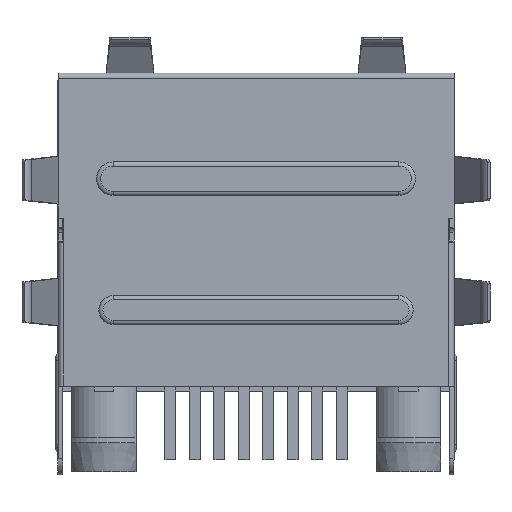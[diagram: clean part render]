
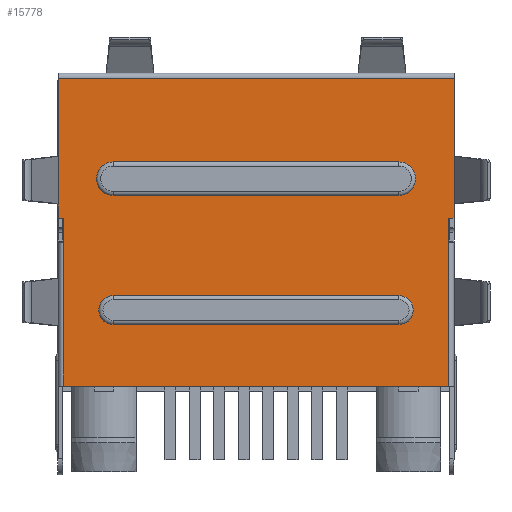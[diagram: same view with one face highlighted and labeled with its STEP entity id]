
A CAD part, front view. The second image highlights one B-rep face of the part: STEP entity #15778.
In plain terms, the highlighted face is planar.
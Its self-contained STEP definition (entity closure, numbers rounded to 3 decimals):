
#497=PLANE('',#16965);
#1613=LINE('',#23727,#3471);
#1617=LINE('',#23736,#3475);
#1664=LINE('',#23875,#3522);
#1674=LINE('',#23907,#3532);
#1960=LINE('',#24903,#3818);
#1985=LINE('',#25038,#3843);
#1986=LINE('',#25044,#3844);
#1989=LINE('',#25070,#3847);
#1990=LINE('',#25076,#3848);
#2010=LINE('',#25171,#3868);
#2025=LINE('',#25206,#3883);
#2026=LINE('',#25208,#3884);
#2027=LINE('',#25210,#3885);
#2028=LINE('',#25211,#3886);
#3471=VECTOR('',#18999,1000.);
#3475=VECTOR('',#19005,1000.);
#3522=VECTOR('',#19114,1000.);
#3532=VECTOR('',#19154,1000.);
#3818=VECTOR('',#19954,1000.);
#3843=VECTOR('',#20107,1000.);
#3844=VECTOR('',#20114,1000.);
#3847=VECTOR('',#20151,1000.);
#3848=VECTOR('',#20158,1000.);
#3868=VECTOR('',#20264,1000.);
#3883=VECTOR('',#20291,1000.);
#3884=VECTOR('',#20292,1000.);
#3885=VECTOR('',#20293,1000.);
#3886=VECTOR('',#20294,1000.);
#7276=ORIENTED_EDGE('',*,*,#10094,.F.);
#7277=ORIENTED_EDGE('',*,*,#10689,.T.);
#7278=ORIENTED_EDGE('',*,*,#10706,.T.);
#7279=ORIENTED_EDGE('',*,*,#10707,.T.);
#7280=ORIENTED_EDGE('',*,*,#10708,.T.);
#7281=ORIENTED_EDGE('',*,*,#10564,.T.);
#7282=ORIENTED_EDGE('',*,*,#10709,.F.);
#7283=ORIENTED_EDGE('',*,*,#10031,.F.);
#7284=ORIENTED_EDGE('',*,*,#10114,.F.);
#7285=ORIENTED_EDGE('',*,*,#10027,.F.);
#7286=ORIENTED_EDGE('',*,*,#10648,.T.);
#7287=ORIENTED_EDGE('',*,*,#10644,.F.);
#7288=ORIENTED_EDGE('',*,*,#10642,.T.);
#7289=ORIENTED_EDGE('',*,*,#10647,.F.);
#7290=ORIENTED_EDGE('',*,*,#10632,.T.);
#7291=ORIENTED_EDGE('',*,*,#10628,.F.);
#7292=ORIENTED_EDGE('',*,*,#10626,.T.);
#7293=ORIENTED_EDGE('',*,*,#10631,.F.);
#10027=EDGE_CURVE('',#12051,#12052,#1613,.T.);
#10031=EDGE_CURVE('',#12055,#12056,#1617,.T.);
#10094=EDGE_CURVE('',#12117,#12051,#1664,.T.);
#10114=EDGE_CURVE('',#12052,#12055,#1674,.T.);
#10564=EDGE_CURVE('',#12452,#12456,#1960,.T.);
#10626=EDGE_CURVE('',#12502,#12501,#13143,.T.);
#10628=EDGE_CURVE('',#12502,#12503,#1985,.T.);
#10631=EDGE_CURVE('',#12504,#12501,#1986,.T.);
#10632=EDGE_CURVE('',#12504,#12503,#13147,.T.);
#10642=EDGE_CURVE('',#12510,#12509,#13155,.T.);
#10644=EDGE_CURVE('',#12510,#12511,#1989,.T.);
#10647=EDGE_CURVE('',#12512,#12509,#1990,.T.);
#10648=EDGE_CURVE('',#12512,#12511,#13159,.T.);
#10689=EDGE_CURVE('',#12117,#12541,#2010,.T.);
#10706=EDGE_CURVE('',#12541,#12555,#2025,.T.);
#10707=EDGE_CURVE('',#12555,#12556,#2026,.T.);
#10708=EDGE_CURVE('',#12556,#12452,#2027,.T.);
#10709=EDGE_CURVE('',#12056,#12456,#2028,.T.);
#12051=VERTEX_POINT('',#23726);
#12052=VERTEX_POINT('',#23728);
#12055=VERTEX_POINT('',#23735);
#12056=VERTEX_POINT('',#23737);
#12117=VERTEX_POINT('',#23876);
#12452=VERTEX_POINT('',#24893);
#12456=VERTEX_POINT('',#24902);
#12501=VERTEX_POINT('',#25033);
#12502=VERTEX_POINT('',#25035);
#12503=VERTEX_POINT('',#25039);
#12504=VERTEX_POINT('',#25043);
#12509=VERTEX_POINT('',#25065);
#12510=VERTEX_POINT('',#25067);
#12511=VERTEX_POINT('',#25071);
#12512=VERTEX_POINT('',#25075);
#12541=VERTEX_POINT('',#25172);
#12555=VERTEX_POINT('',#25207);
#12556=VERTEX_POINT('',#25209);
#13143=CIRCLE('',#16891,0.6);
#13147=CIRCLE('',#16898,0.6);
#13155=CIRCLE('',#16911,0.7);
#13159=CIRCLE('',#16918,0.7);
#13860=EDGE_LOOP('',(#7276,#7277,#7278,#7279,#7280,#7281,#7282,#7283,#7284,
#7285));
#13861=EDGE_LOOP('',(#7286,#7287,#7288,#7289));
#13862=EDGE_LOOP('',(#7290,#7291,#7292,#7293));
#14718=FACE_BOUND('',#13860,.T.);
#14719=FACE_BOUND('',#13861,.T.);
#14720=FACE_BOUND('',#13862,.T.);
#15778=ADVANCED_FACE('',(#14718,#14719,#14720),#497,.F.);
#16891=AXIS2_PLACEMENT_3D('',#25034,#20101,#20102);
#16898=AXIS2_PLACEMENT_3D('',#25046,#20117,#20118);
#16911=AXIS2_PLACEMENT_3D('',#25066,#20145,#20146);
#16918=AXIS2_PLACEMENT_3D('',#25078,#20161,#20162);
#16965=AXIS2_PLACEMENT_3D('',#25205,#20289,#20290);
#18999=DIRECTION('',(0.,0.,1.));
#19005=DIRECTION('',(0.,0.,1.));
#19114=DIRECTION('',(0.,0.,1.));
#19154=DIRECTION('',(1.,0.,0.));
#19954=DIRECTION('',(0.,0.,1.));
#20101=DIRECTION('',(0.,-1.,0.));
#20102=DIRECTION('',(0.,0.,-1.));
#20107=DIRECTION('',(-1.,0.,0.));
#20114=DIRECTION('',(1.,0.,0.));
#20117=DIRECTION('',(0.,-1.,0.));
#20118=DIRECTION('',(0.,0.,-1.));
#20145=DIRECTION('',(0.,-1.,0.));
#20146=DIRECTION('',(0.,0.,-1.));
#20151=DIRECTION('',(-1.,0.,0.));
#20158=DIRECTION('',(1.,0.,0.));
#20161=DIRECTION('',(0.,-1.,0.));
#20162=DIRECTION('',(0.,0.,-1.));
#20264=DIRECTION('',(-1.,0.,0.));
#20289=DIRECTION('',(0.,-1.,0.));
#20290=DIRECTION('',(0.,0.,-1.));
#20291=DIRECTION('',(0.,0.,1.));
#20292=DIRECTION('',(0.,0.,1.));
#20293=DIRECTION('',(-1.,0.,0.));
#20294=DIRECTION('',(-1.,0.,0.));
#23726=CARTESIAN_POINT('',(8.04,7.875,-0.42));
#23727=CARTESIAN_POINT('',(8.04,7.875,0.58));
#23728=CARTESIAN_POINT('',(8.04,7.875,0.58));
#23735=CARTESIAN_POINT('',(8.25,7.875,0.58));
#23736=CARTESIAN_POINT('',(8.25,7.875,6.41));
#23737=CARTESIAN_POINT('',(8.25,7.875,6.41));
#23875=CARTESIAN_POINT('',(8.04,7.875,0.58));
#23876=CARTESIAN_POINT('',(8.04,7.875,-6.42));
#23907=CARTESIAN_POINT('',(8.25,7.875,0.58));
#24893=CARTESIAN_POINT('',(-8.25,7.875,0.58));
#24902=CARTESIAN_POINT('',(-8.25,7.875,6.41));
#24903=CARTESIAN_POINT('',(-8.25,7.875,6.41));
#25033=CARTESIAN_POINT('',(5.95,7.875,-2.653));
#25034=CARTESIAN_POINT('',(5.95,7.875,-3.253));
#25035=CARTESIAN_POINT('',(5.95,7.875,-3.853));
#25038=CARTESIAN_POINT('',(8.25,7.875,-3.853));
#25039=CARTESIAN_POINT('',(-5.95,7.875,-3.853));
#25043=CARTESIAN_POINT('',(-5.95,7.875,-2.653));
#25044=CARTESIAN_POINT('',(8.25,7.875,-2.653));
#25046=CARTESIAN_POINT('',(-5.95,7.875,-3.253));
#25065=CARTESIAN_POINT('',(5.95,7.875,2.92));
#25066=CARTESIAN_POINT('',(5.95,7.875,2.22));
#25067=CARTESIAN_POINT('',(5.95,7.875,1.52));
#25070=CARTESIAN_POINT('',(8.25,7.875,1.52));
#25071=CARTESIAN_POINT('',(-5.95,7.875,1.52));
#25075=CARTESIAN_POINT('',(-5.95,7.875,2.92));
#25076=CARTESIAN_POINT('',(8.25,7.875,2.92));
#25078=CARTESIAN_POINT('',(-5.95,7.875,2.22));
#25171=CARTESIAN_POINT('',(8.25,7.875,-6.42));
#25172=CARTESIAN_POINT('',(-8.04,7.875,-6.42));
#25205=CARTESIAN_POINT('',(8.25,7.875,6.41));
#25206=CARTESIAN_POINT('',(-8.04,7.875,0.58));
#25207=CARTESIAN_POINT('',(-8.04,7.875,-0.42));
#25208=CARTESIAN_POINT('',(-8.04,7.875,0.58));
#25209=CARTESIAN_POINT('',(-8.04,7.875,0.58));
#25210=CARTESIAN_POINT('',(-8.25,7.875,0.58));
#25211=CARTESIAN_POINT('',(8.25,7.875,6.41));
